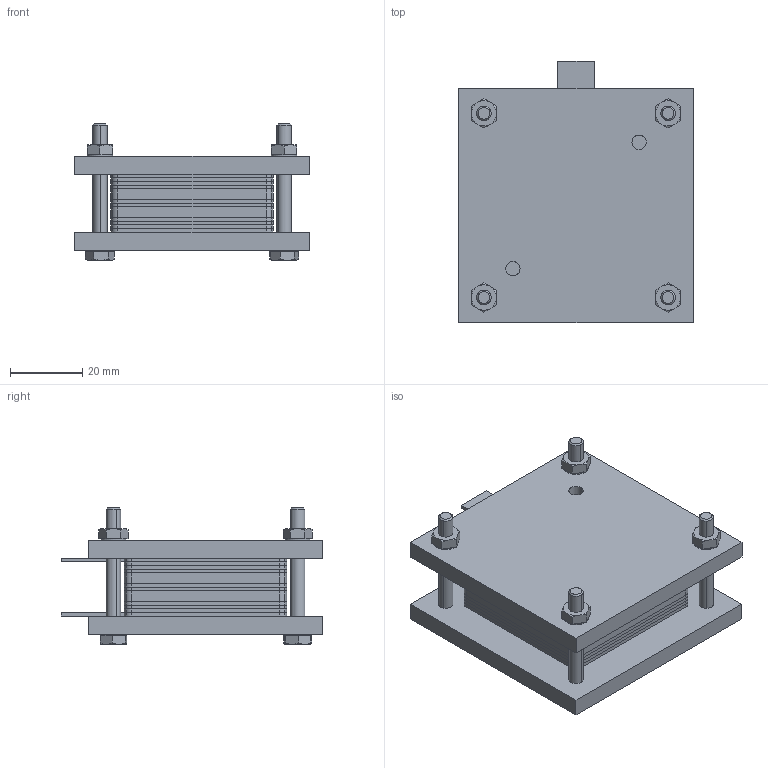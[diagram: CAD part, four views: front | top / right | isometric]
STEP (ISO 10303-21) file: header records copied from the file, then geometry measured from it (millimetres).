
FILE_DESCRIPTION (( 'STEP AP214' ), '1' );
FILE_NAME ('Lab1b.STEP', '2023-09-18T09:14:30', ( '' ), ( '' ), 'SwSTEP 2.0', 'SolidWorks 2021', '' );
FILE_SCHEMA (( 'AUTOMOTIVE_DESIGN' ));
Length unit declared in the file: millimetre
Products named in the file (13): silicon chia dong ngang; hex bolt gradeab_iso_ISO 4014 - M4 x 35 x 14-N; graphit shift 30; graphit felt; hex nut style 1 gradeab_iso_ISO - 4032 - M4 - W - N; mika chia dong doc; silicon 20; Lab1b; silicon 20 copper; graphit shift 20; end_plate; silicon 25; copper
Assembly tree (30 placements, depth 2):
  Lab1b
    silicon 20 copper  x2
    copper  x2
    silicon 20  x2
    graphit shift 20  x2
    graphit shift 30  x2
    silicon 25  x4
    silicon chia dong ngang  x2
    mika chia dong doc  x2
    graphit felt  x2
    end_plate  x2
    hex bolt gradeab_iso_ISO 4014 - M4 x 35 x 14-N  x4
    hex nut style 1 gradeab_iso_ISO - 4032 - M4 - W - N  x4
Bounding box: 65 x 72.5 x 37.8 mm (x, y, z)
Volume: 74605.3 mm3; surface area: 73959.8 mm2
Topology: 30 solids, 30 shells, 706 faces, 1774 edges, 1132 vertices
Faces by surface type: plane 420, cylinder 206, cone 72, torus 8
Entity records: 9087 total; most frequent: CARTESIAN_POINT 1568, DIRECTION 1479, ORIENTED_EDGE 1406, EDGE_CURVE 703, AXIS2_PLACEMENT_3D 495, VECTOR 489, LINE 489, VERTEX_POINT 456
